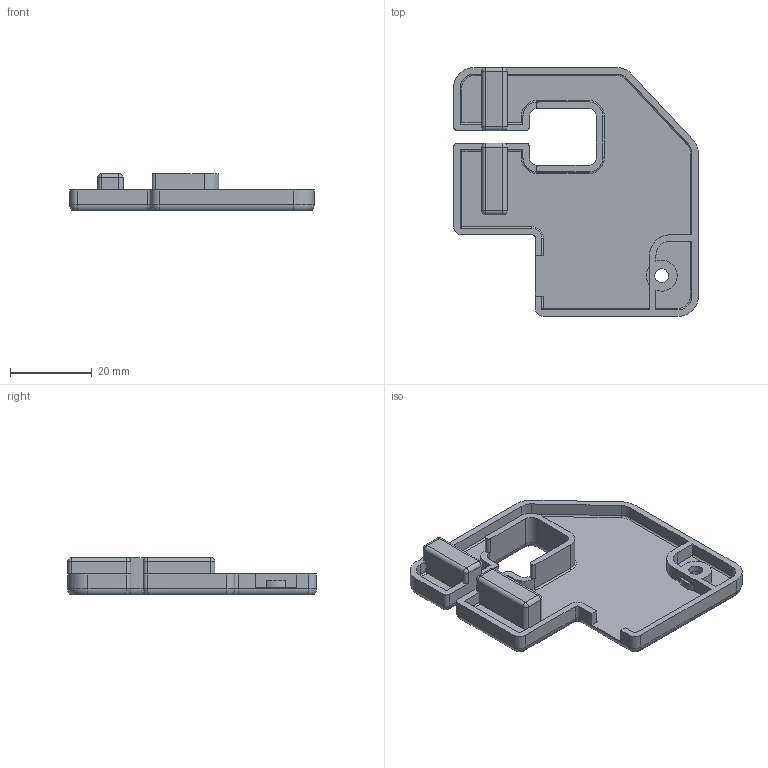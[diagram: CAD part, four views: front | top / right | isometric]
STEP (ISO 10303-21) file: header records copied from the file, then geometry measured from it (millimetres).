
FILE_DESCRIPTION(('FreeCAD Model'),'2;1');
FILE_NAME('Open CASCADE Shape Model','2023-02-25T13:58:54',(''),(''), 'Open CASCADE STEP processor 7.6','FreeCAD','Unknown');
FILE_SCHEMA(('AUTOMOTIVE_DESIGN { 1 0 10303 214 1 1 1 1 }'));
Length unit declared in the file: millimetre
Products named in the file (1): z_belt_cover_logo_b_x2
Bounding box: 60 x 61 x 9 mm (x, y, z)
Volume: 7791.6 mm3; surface area: 9021.2 mm2
Topology: 1 solids, 1 shells, 221 faces, 563 edges, 338 vertices
Faces by surface type: plane 100, cylinder 86, torus 18, sphere 12, bspline 4, cone 1
Full cylindrical faces by diameter (mm): 3.4 x1, 6 x1
Entity records: 14405 total; most frequent: CARTESIAN_POINT 3518, DIRECTION 1987, LINE 1122, VECTOR 1122, ORIENTED_EDGE 1106, PCURVE 1106, DEFINITIONAL_REPRESENTATION 1106, EDGE_CURVE 553
